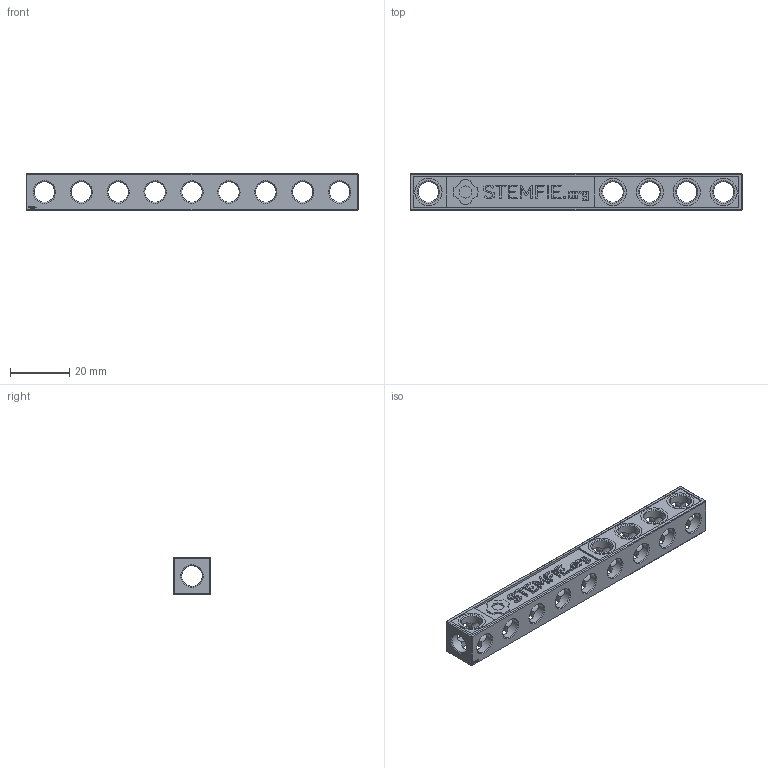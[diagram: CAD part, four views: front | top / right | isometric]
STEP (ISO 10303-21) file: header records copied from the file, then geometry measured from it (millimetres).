
FILE_DESCRIPTION(('FreeCAD Model'),'2;1');
FILE_NAME('Open CASCADE Shape Model','2023-11-10T18:39:36',(''),(''), 'Open CASCADE STEP processor 7.6','FreeCAD','Unknown');
FILE_SCHEMA(('AUTOMOTIVE_DESIGN { 1 0 10303 214 1 1 1 1 }'));
Products named in the file (1): Sign URL BEM STR ESS BU09x01x01 - SPN-SGN-0015 (stemfie.org)
Bounding box: 112.5 x 12.5 x 12.5 mm (x, y, z)
Volume: 8721.7 mm3; surface area: 8385 mm2
Topology: 1 solids, 1 shells, 764 faces, 2231 edges, 1488 vertices
Faces by surface type: plane 557, extrusion 122, cylinder 51, cone 34
Full cylindrical faces by diameter (mm): 7 x46, 9.2 x5
Entity records: 57144 total; most frequent: CARTESIAN_POINT 13754, DIRECTION 7469, VECTOR 5603, LINE 5481, ORIENTED_EDGE 4462, PCURVE 4462, DEFINITIONAL_REPRESENTATION 4462, EDGE_CURVE 2231
